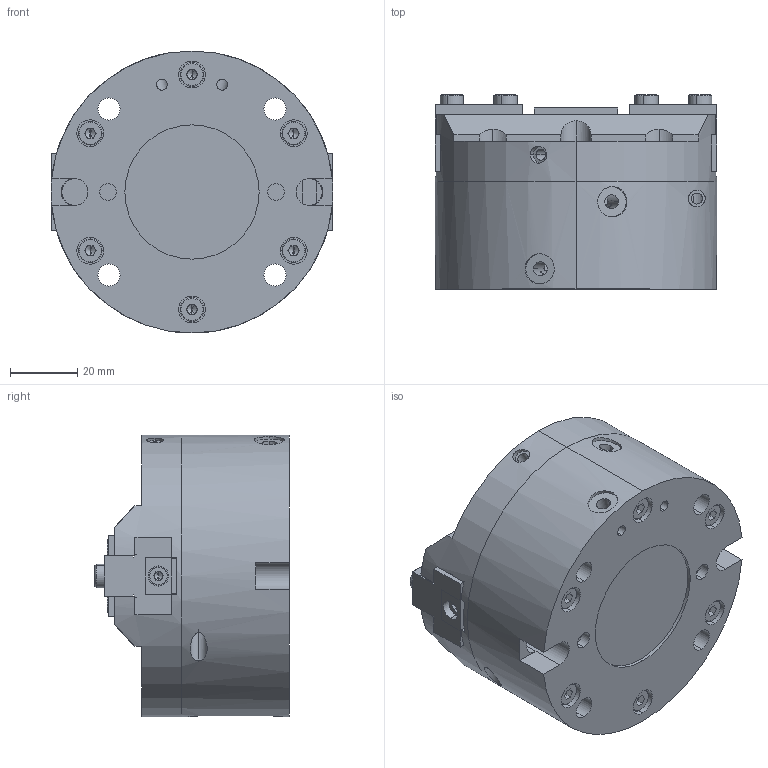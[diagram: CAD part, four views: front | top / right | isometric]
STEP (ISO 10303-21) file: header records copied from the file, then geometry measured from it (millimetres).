
FILE_DESCRIPTION (( 'STEP AP214' ), '1' );
FILE_NAME ('2PG2 080 .STEP', '2012-02-28T07:46:48', ( 'xw4600' ), ( '' ), 'SwSTEP 2.0', 'SolidWorks 2010', '' );
FILE_SCHEMA (( 'AUTOMOTIVE_DESIGN' ));
Length unit declared in the file: millimetre
Products named in the file (12): 2PG2080-01_ル遽; 2PG2080-02_ル遽; 2PG2080-04_ル遽; 2PG2080-06-1_ル遽; 2PG2080-06-2_ル遽; SPRING(2PG2080)_Default; countersunk head screw_ISO 10642 - M3 x 10 --- 10N; Socket Head Cap Screw_KS_KS 1003 - M4 x 30 x 20-N; socket head cap screw_ISO 4762 M3 x 20 --- 20N; 2PG2 080 ; 2PG2080-07_ル遽; 2PG2080-10_ル遽
Assembly tree (25 placements, depth 2):
  2PG2 080 
    2PG2080-10_ル遽  x4
    2PG2080-06-1_ル遽
    2PG2080-07_ル遽
    countersunk head screw_ISO 10642 - M3 x 10 --- 10N  x4
    Socket Head Cap Screw_KS_KS 1003 - M4 x 30 x 20-N  x6
    2PG2080-02_ル遽
    socket head cap screw_ISO 4762 M3 x 20 --- 20N  x2
    SPRING(2PG2080)_Default  x2
    2PG2080-06-2_ル遽
    2PG2080-04_ル遽  x2
    2PG2080-01_ル遽
Bounding box: 84 x 58 x 84 mm (x, y, z)
Volume: 184394.1 mm3; surface area: 76141.9 mm2
Topology: 25 solids, 25 shells, 799 faces, 1893 edges, 1160 vertices
Faces by surface type: plane 363, cylinder 277, cone 99, torus 56, bspline 4
Entity records: 17891 total; most frequent: CARTESIAN_POINT 5765, DIRECTION 2437, ORIENTED_EDGE 2198, EDGE_CURVE 1099, AXIS2_PLACEMENT_3D 939, VERTEX_POINT 707, EDGE_LOOP 566, LINE 559
